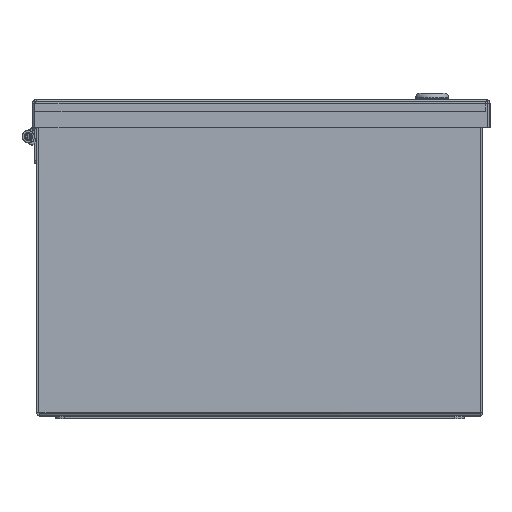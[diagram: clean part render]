
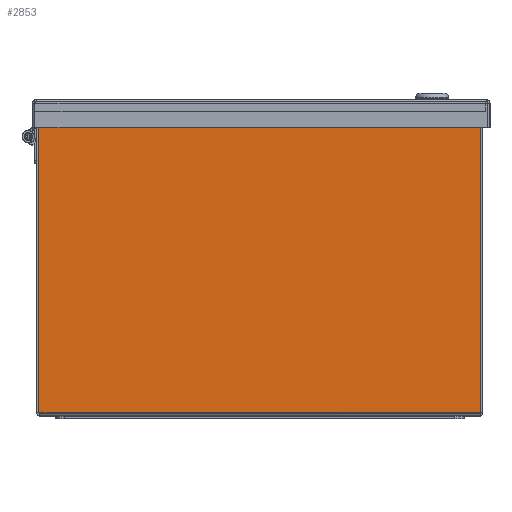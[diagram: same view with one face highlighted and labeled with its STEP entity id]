
A CAD part, front view. The second image highlights one B-rep face of the part: STEP entity #2853.
In plain terms, the highlighted planar face has unit normal (0, -1, 0).
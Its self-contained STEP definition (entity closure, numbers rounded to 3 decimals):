
#2853 = ADVANCED_FACE( '', ( #7278 ), #7279, .F. );
#7278 = FACE_OUTER_BOUND( '', #14039, .T. );
#7279 = PLANE( '', #14040 );
#14039 = EDGE_LOOP( '', ( #49619, #49620, #49621, #49622, #49623, #49624 ) );
#14040 = AXIS2_PLACEMENT_3D( '', #49625, #49626, #49627 );
#49619 = ORIENTED_EDGE( '', *, *, #70551, .T. );
#49620 = ORIENTED_EDGE( '', *, *, #70552, .F. );
#49621 = ORIENTED_EDGE( '', *, *, #70553, .T. );
#49622 = ORIENTED_EDGE( '', *, *, #70554, .T. );
#49623 = ORIENTED_EDGE( '', *, *, #70555, .T. );
#49624 = ORIENTED_EDGE( '', *, *, #70556, .T. );
#49625 = CARTESIAN_POINT( '', ( -1053.948, -304.8, 0. ) );
#49626 = DIRECTION( '', ( 0., 1., 0. ) );
#49627 = DIRECTION( '', ( 0., 0., 1. ) );
#70551 = EDGE_CURVE( '', #77583, #77584, #77585, .T. );
#70552 = EDGE_CURVE( '', #77586, #77584, #77587, .T. );
#70553 = EDGE_CURVE( '', #77586, #77588, #77589, .T. );
#70554 = EDGE_CURVE( '', #77588, #77590, #77591, .F. );
#70555 = EDGE_CURVE( '', #77590, #77592, #77593, .T. );
#70556 = EDGE_CURVE( '', #77592, #77583, #77594, .T. );
#77583 = VERTEX_POINT( '', #87964 );
#77584 = VERTEX_POINT( '', #87965 );
#77585 = LINE( '', #87966, #87967 );
#77586 = VERTEX_POINT( '', #87968 );
#77587 = LINE( '', #87969, #87970 );
#77588 = VERTEX_POINT( '', #87971 );
#77589 = LINE( '', #87972, #87973 );
#77590 = VERTEX_POINT( '', #87974 );
#77591 = LINE( '', #87975, #87976 );
#77592 = VERTEX_POINT( '', #87977 );
#77593 = LINE( '', #87978, #87979 );
#77594 = LINE( '', #87980, #87981 );
#87964 = CARTESIAN_POINT( '', ( 150.873, -304.8, 200.853 ) );
#87965 = CARTESIAN_POINT( '', ( 150.863, -304.8, 200.863 ) );
#87966 = CARTESIAN_POINT( '', ( 151.408, -304.8, 200.318 ) );
#87967 = VECTOR( '', #113423, 1000. );
#87968 = CARTESIAN_POINT( '', ( -150.863, -304.8, 200.863 ) );
#87969 = CARTESIAN_POINT( '', ( -1053.948, -304.8, 200.863 ) );
#87970 = VECTOR( '', #113424, 1000. );
#87971 = CARTESIAN_POINT( '', ( -150.873, -304.8, 200.853 ) );
#87972 = CARTESIAN_POINT( '', ( -141.017, -304.8, 210.709 ) );
#87973 = VECTOR( '', #113425, 1000. );
#87974 = CARTESIAN_POINT( '', ( -150.873, -304.8, 2.337 ) );
#87975 = CARTESIAN_POINT( '', ( -150.873, -304.8, 0. ) );
#87976 = VECTOR( '', #113426, 1000. );
#87977 = CARTESIAN_POINT( '', ( 150.873, -304.8, 2.337 ) );
#87978 = CARTESIAN_POINT( '', ( -1053.948, -304.8, 2.337 ) );
#87979 = VECTOR( '', #113427, 1000. );
#87980 = CARTESIAN_POINT( '', ( 150.873, -304.8, 0. ) );
#87981 = VECTOR( '', #113428, 1000. );
#113423 = DIRECTION( '', ( -0.707, 0., 0.707 ) );
#113424 = DIRECTION( '', ( 1., 0., 0. ) );
#113425 = DIRECTION( '', ( -0.707, 0., -0.707 ) );
#113426 = DIRECTION( '', ( 0., 0., 1. ) );
#113427 = DIRECTION( '', ( 1., 0., 0. ) );
#113428 = DIRECTION( '', ( 0., 0., 1. ) );
